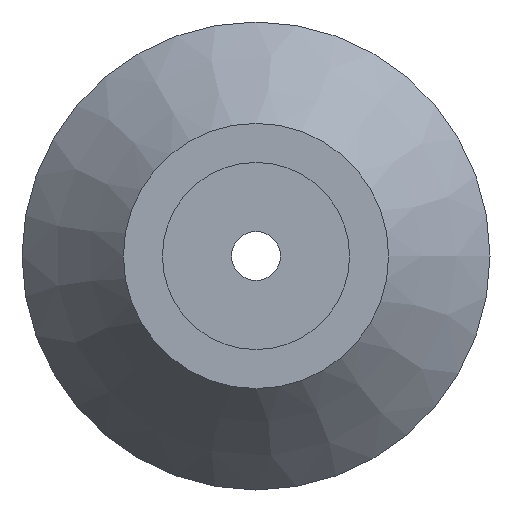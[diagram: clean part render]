
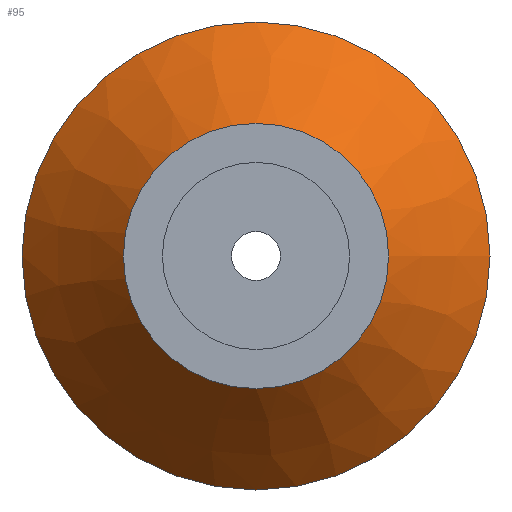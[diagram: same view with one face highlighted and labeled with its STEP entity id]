
A CAD part, front view. The second image highlights one B-rep face of the part: STEP entity #95.
In plain terms, the highlighted conical face has half-angle 40.632 degrees and reference radius 8.636 mm.
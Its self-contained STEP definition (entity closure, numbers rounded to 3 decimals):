
#76 = VERTEX_POINT('',#77);
#77 = CARTESIAN_POINT('',(8.636,0.,0.));
#83 = EDGE_CURVE('',#76,#76,#84,.T.);
#84 = CIRCLE('',#85,8.636);
#85 = AXIS2_PLACEMENT_3D('',#86,#87,#88);
#86 = CARTESIAN_POINT('',(0.,0.,0.));
#87 = DIRECTION('',(0.,-1.,0.));
#88 = DIRECTION('',(1.,0.,0.));
#95 = ADVANCED_FACE('',(#96),#115,.T.);
#96 = FACE_BOUND('',#97,.F.);
#97 = EDGE_LOOP('',(#98,#99,#107,#114));
#98 = ORIENTED_EDGE('',*,*,#83,.T.);
#99 = ORIENTED_EDGE('',*,*,#100,.T.);
#100 = EDGE_CURVE('',#76,#101,#103,.T.);
#101 = VERTEX_POINT('',#102);
#102 = CARTESIAN_POINT('',(15.24,7.696,0.));
#103 = LINE('',#104,#105);
#104 = CARTESIAN_POINT('',(8.636,0.,0.));
#105 = VECTOR('',#106,1.);
#106 = DIRECTION('',(0.651,0.759,0.));
#107 = ORIENTED_EDGE('',*,*,#108,.F.);
#108 = EDGE_CURVE('',#101,#101,#109,.T.);
#109 = CIRCLE('',#110,15.24);
#110 = AXIS2_PLACEMENT_3D('',#111,#112,#113);
#111 = CARTESIAN_POINT('',(0.,7.696,0.));
#112 = DIRECTION('',(0.,-1.,0.));
#113 = DIRECTION('',(1.,0.,0.));
#114 = ORIENTED_EDGE('',*,*,#100,.F.);
#115 = CONICAL_SURFACE('',#116,8.636,0.709);
#116 = AXIS2_PLACEMENT_3D('',#117,#118,#119);
#117 = CARTESIAN_POINT('',(0.,0.,0.));
#118 = DIRECTION('',(0.,1.,0.));
#119 = DIRECTION('',(1.,0.,0.));
